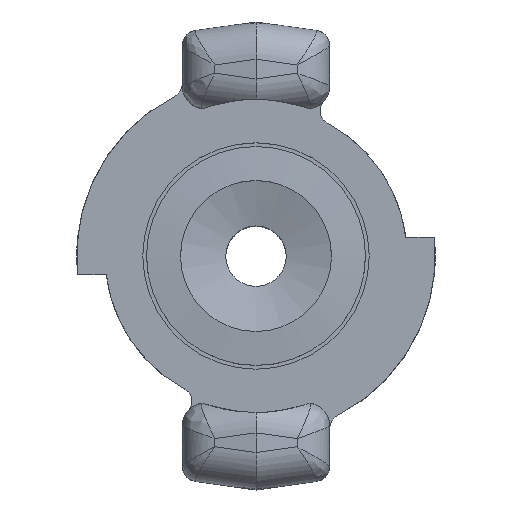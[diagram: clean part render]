
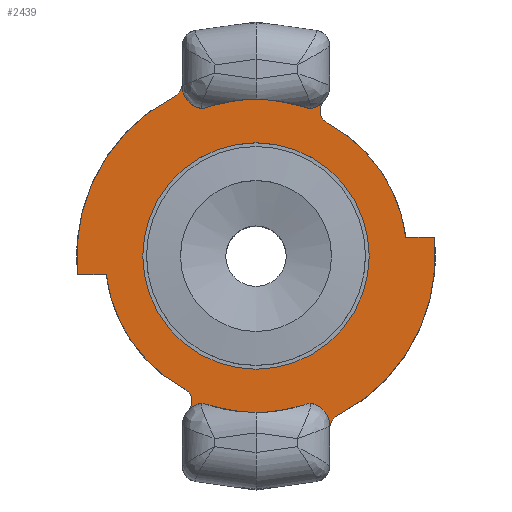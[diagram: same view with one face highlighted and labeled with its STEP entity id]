
A CAD part, top view. The second image highlights one B-rep face of the part: STEP entity #2439.
In plain terms, the highlighted planar face has unit normal (0, 0, 1).
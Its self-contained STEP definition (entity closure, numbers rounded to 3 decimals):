
#100=FACE_BOUND('',#677,.T.);
#112=PLANE('',#2674);
#233=LINE('',#4368,#356);
#234=LINE('',#4372,#357);
#235=LINE('',#4378,#358);
#236=LINE('',#4386,#359);
#237=LINE('',#4390,#360);
#238=LINE('',#4396,#361);
#356=VECTOR('',#3134,10.);
#357=VECTOR('',#3137,10.);
#358=VECTOR('',#3142,10.);
#359=VECTOR('',#3149,10.);
#360=VECTOR('',#3152,10.);
#361=VECTOR('',#3157,10.);
#536=FACE_OUTER_BOUND('',#676,.T.);
#676=EDGE_LOOP('',(#1764,#1765,#1766,#1767,#1768,#1769,#1770,#1771,#1772,
#1773,#1774,#1775,#1776,#1777,#1778,#1779,#1780,#1781));
#677=EDGE_LOOP('',(#1782,#1783));
#841=CIRCLE('',#2675,25.5);
#842=CIRCLE('',#2676,2.);
#843=CIRCLE('',#2677,23.75);
#844=CIRCLE('',#2678,20.);
#845=CIRCLE('',#2679,1.835);
#846=CIRCLE('',#2680,3.);
#847=CIRCLE('',#2681,25.5);
#848=CIRCLE('',#2682,2.);
#849=CIRCLE('',#2683,23.75);
#850=CIRCLE('',#2684,20.);
#851=CIRCLE('',#2685,1.835);
#852=CIRCLE('',#2686,3.);
#853=CIRCLE('',#2687,15.);
#854=CIRCLE('',#2688,15.);
#1044=VERTEX_POINT('',#4366);
#1045=VERTEX_POINT('',#4367);
#1046=VERTEX_POINT('',#4369);
#1047=VERTEX_POINT('',#4371);
#1048=VERTEX_POINT('',#4373);
#1049=VERTEX_POINT('',#4375);
#1050=VERTEX_POINT('',#4377);
#1051=VERTEX_POINT('',#4379);
#1052=VERTEX_POINT('',#4381);
#1053=VERTEX_POINT('',#4383);
#1054=VERTEX_POINT('',#4385);
#1055=VERTEX_POINT('',#4387);
#1056=VERTEX_POINT('',#4389);
#1057=VERTEX_POINT('',#4391);
#1058=VERTEX_POINT('',#4393);
#1059=VERTEX_POINT('',#4395);
#1060=VERTEX_POINT('',#4397);
#1061=VERTEX_POINT('',#4399);
#1062=VERTEX_POINT('',#4402);
#1063=VERTEX_POINT('',#4403);
#1314=EDGE_CURVE('',#1044,#1045,#233,.T.);
#1315=EDGE_CURVE('',#1044,#1046,#841,.T.);
#1316=EDGE_CURVE('',#1047,#1046,#234,.T.);
#1317=EDGE_CURVE('',#1048,#1047,#842,.T.);
#1318=EDGE_CURVE('',#1049,#1048,#843,.T.);
#1319=EDGE_CURVE('',#1050,#1049,#235,.T.);
#1320=EDGE_CURVE('',#1051,#1050,#844,.T.);
#1321=EDGE_CURVE('',#1052,#1051,#845,.T.);
#1322=EDGE_CURVE('',#1053,#1052,#846,.T.);
#1323=EDGE_CURVE('',#1054,#1053,#236,.T.);
#1324=EDGE_CURVE('',#1054,#1055,#847,.T.);
#1325=EDGE_CURVE('',#1056,#1055,#237,.T.);
#1326=EDGE_CURVE('',#1057,#1056,#848,.T.);
#1327=EDGE_CURVE('',#1058,#1057,#849,.T.);
#1328=EDGE_CURVE('',#1059,#1058,#238,.T.);
#1329=EDGE_CURVE('',#1060,#1059,#850,.T.);
#1330=EDGE_CURVE('',#1061,#1060,#851,.T.);
#1331=EDGE_CURVE('',#1045,#1061,#852,.T.);
#1332=EDGE_CURVE('',#1062,#1063,#853,.T.);
#1333=EDGE_CURVE('',#1063,#1062,#854,.T.);
#1764=ORIENTED_EDGE('',*,*,#1314,.F.);
#1765=ORIENTED_EDGE('',*,*,#1315,.T.);
#1766=ORIENTED_EDGE('',*,*,#1316,.F.);
#1767=ORIENTED_EDGE('',*,*,#1317,.F.);
#1768=ORIENTED_EDGE('',*,*,#1318,.F.);
#1769=ORIENTED_EDGE('',*,*,#1319,.F.);
#1770=ORIENTED_EDGE('',*,*,#1320,.F.);
#1771=ORIENTED_EDGE('',*,*,#1321,.F.);
#1772=ORIENTED_EDGE('',*,*,#1322,.F.);
#1773=ORIENTED_EDGE('',*,*,#1323,.F.);
#1774=ORIENTED_EDGE('',*,*,#1324,.T.);
#1775=ORIENTED_EDGE('',*,*,#1325,.F.);
#1776=ORIENTED_EDGE('',*,*,#1326,.F.);
#1777=ORIENTED_EDGE('',*,*,#1327,.F.);
#1778=ORIENTED_EDGE('',*,*,#1328,.F.);
#1779=ORIENTED_EDGE('',*,*,#1329,.F.);
#1780=ORIENTED_EDGE('',*,*,#1330,.F.);
#1781=ORIENTED_EDGE('',*,*,#1331,.F.);
#1782=ORIENTED_EDGE('',*,*,#1332,.F.);
#1783=ORIENTED_EDGE('',*,*,#1333,.F.);
#2439=ADVANCED_FACE('',(#536,#100),#112,.F.);
#2674=AXIS2_PLACEMENT_3D('',#4365,#3132,#3133);
#2675=AXIS2_PLACEMENT_3D('',#4370,#3135,#3136);
#2676=AXIS2_PLACEMENT_3D('',#4374,#3138,#3139);
#2677=AXIS2_PLACEMENT_3D('',#4376,#3140,#3141);
#2678=AXIS2_PLACEMENT_3D('',#4380,#3143,#3144);
#2679=AXIS2_PLACEMENT_3D('',#4382,#3145,#3146);
#2680=AXIS2_PLACEMENT_3D('',#4384,#3147,#3148);
#2681=AXIS2_PLACEMENT_3D('',#4388,#3150,#3151);
#2682=AXIS2_PLACEMENT_3D('',#4392,#3153,#3154);
#2683=AXIS2_PLACEMENT_3D('',#4394,#3155,#3156);
#2684=AXIS2_PLACEMENT_3D('',#4398,#3158,#3159);
#2685=AXIS2_PLACEMENT_3D('',#4400,#3160,#3161);
#2686=AXIS2_PLACEMENT_3D('',#4401,#3162,#3163);
#2687=AXIS2_PLACEMENT_3D('',#4404,#3164,#3165);
#2688=AXIS2_PLACEMENT_3D('',#4405,#3166,#3167);
#3132=DIRECTION('center_axis',(0.,0.,-1.));
#3133=DIRECTION('ref_axis',(-1.,0.,0.));
#3134=DIRECTION('',(0.,-1.,0.));
#3135=DIRECTION('center_axis',(0.,0.,1.));
#3136=DIRECTION('ref_axis',(0.,1.,0.));
#3137=DIRECTION('',(0.,1.,0.));
#3138=DIRECTION('center_axis',(0.,0.,1.));
#3139=DIRECTION('ref_axis',(0.853,-0.521,0.));
#3140=DIRECTION('center_axis',(0.,0.,-1.));
#3141=DIRECTION('ref_axis',(-0.411,0.912,0.));
#3142=DIRECTION('',(-1.,0.,0.));
#3143=DIRECTION('center_axis',(0.,0.,-1.));
#3144=DIRECTION('ref_axis',(-1.,0.,0.));
#3145=DIRECTION('center_axis',(0.,0.,1.));
#3146=DIRECTION('ref_axis',(0.741,-0.671,0.));
#3147=DIRECTION('center_axis',(0.,0.,-1.));
#3148=DIRECTION('ref_axis',(-0.755,0.656,0.));
#3149=DIRECTION('',(0.,1.,0.));
#3150=DIRECTION('center_axis',(0.,0.,1.));
#3151=DIRECTION('ref_axis',(0.,1.,0.));
#3152=DIRECTION('',(0.,-1.,0.));
#3153=DIRECTION('center_axis',(0.,0.,1.));
#3154=DIRECTION('ref_axis',(-0.853,0.521,0.));
#3155=DIRECTION('center_axis',(0.,0.,-1.));
#3156=DIRECTION('ref_axis',(0.411,-0.912,0.));
#3157=DIRECTION('',(1.,0.,0.));
#3158=DIRECTION('center_axis',(0.,0.,-1.));
#3159=DIRECTION('ref_axis',(-1.,0.,0.));
#3160=DIRECTION('center_axis',(0.,0.,1.));
#3161=DIRECTION('ref_axis',(-0.741,0.671,0.));
#3162=DIRECTION('center_axis',(0.,0.,-1.));
#3163=DIRECTION('ref_axis',(0.755,-0.656,0.));
#3164=DIRECTION('center_axis',(0.,0.,1.));
#3165=DIRECTION('ref_axis',(0.,1.,0.));
#3166=DIRECTION('center_axis',(0.,0.,1.));
#3167=DIRECTION('ref_axis',(0.,1.,0.));
#4365=CARTESIAN_POINT('Origin',(0.,20.25,-5.114));
#4366=CARTESIAN_POINT('',(9.75,23.562,-5.114));
#4367=CARTESIAN_POINT('',(9.75,22.478,-5.114));
#4368=CARTESIAN_POINT('',(9.75,25.625,-5.114));
#4369=CARTESIAN_POINT('',(-9.75,23.562,-5.114));
#4370=CARTESIAN_POINT('Origin',(0.,0.,-5.114));
#4371=CARTESIAN_POINT('',(-9.75,22.913,-5.114));
#4372=CARTESIAN_POINT('',(-9.75,-5.375,-5.114));
#4373=CARTESIAN_POINT('',(-10.837,21.133,-5.114));
#4374=CARTESIAN_POINT('Origin',(-11.75,22.913,-5.114));
#4375=CARTESIAN_POINT('',(-23.618,-2.5,-5.114));
#4376=CARTESIAN_POINT('Origin',(0.,0.,-5.114));
#4377=CARTESIAN_POINT('',(-19.843,-2.5,-5.114));
#4378=CARTESIAN_POINT('',(0.,-2.5,-5.114));
#4379=CARTESIAN_POINT('',(-9.466,-17.618,-5.114));
#4380=CARTESIAN_POINT('Origin',(0.,0.,-5.114));
#4381=CARTESIAN_POINT('',(-8.974,-20.465,-5.114));
#4382=CARTESIAN_POINT('Origin',(-10.335,-19.234,-5.114));
#4383=CARTESIAN_POINT('',(-9.75,-22.478,-5.114));
#4384=CARTESIAN_POINT('Origin',(-6.75,-22.478,-5.114));
#4385=CARTESIAN_POINT('',(-9.75,-23.562,-5.114));
#4386=CARTESIAN_POINT('',(-9.75,-5.375,-5.114));
#4387=CARTESIAN_POINT('',(9.75,-23.562,-5.114));
#4388=CARTESIAN_POINT('Origin',(0.,0.,-5.114));
#4389=CARTESIAN_POINT('',(9.75,-22.913,-5.114));
#4390=CARTESIAN_POINT('',(9.75,25.625,-5.114));
#4391=CARTESIAN_POINT('',(10.837,-21.133,-5.114));
#4392=CARTESIAN_POINT('Origin',(11.75,-22.913,-5.114));
#4393=CARTESIAN_POINT('',(23.618,2.5,-5.114));
#4394=CARTESIAN_POINT('Origin',(0.,0.,-5.114));
#4395=CARTESIAN_POINT('',(19.843,2.5,-5.114));
#4396=CARTESIAN_POINT('',(0.,2.5,-5.114));
#4397=CARTESIAN_POINT('',(9.466,17.618,-5.114));
#4398=CARTESIAN_POINT('Origin',(0.,0.,-5.114));
#4399=CARTESIAN_POINT('',(8.974,20.465,-5.114));
#4400=CARTESIAN_POINT('Origin',(10.335,19.234,-5.114));
#4401=CARTESIAN_POINT('Origin',(6.75,22.478,-5.114));
#4402=CARTESIAN_POINT('',(0.,15.,-5.114));
#4403=CARTESIAN_POINT('',(0.,-15.,-5.114));
#4404=CARTESIAN_POINT('Origin',(0.,0.,-5.114));
#4405=CARTESIAN_POINT('Origin',(0.,0.,-5.114));
